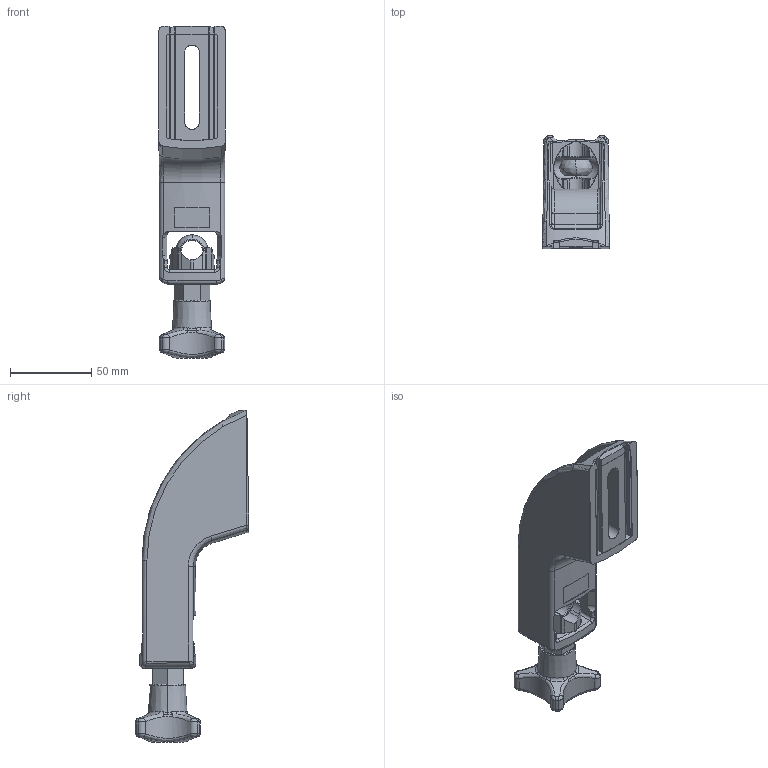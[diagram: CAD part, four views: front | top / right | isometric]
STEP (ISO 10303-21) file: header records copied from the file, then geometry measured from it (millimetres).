
FILE_DESCRIPTION((''),'2;1');
FILE_NAME('S0107S643533','2018-05-31T',('RCRU51'),('Rex Nord Marbet spa'),'PRO/ENGINEER BY PARAMETRIC TECHNOLOGY CORPORATION, 2013230','PRO/ENGINEER BY PARAMETRIC TECHNOLOGY CORPORATION, 2013230','');
FILE_SCHEMA(('CONFIG_CONTROL_DESIGN'));
Length unit declared in the file: millimetre
Products named in the file (1): S0107S643533
Bounding box: 41 x 70.2 x 204.5 mm (x, y, z)
Volume: 124522.5 mm3; surface area: 46364.6 mm2
Topology: 1 solids, 1 shells, 359 faces, 910 edges, 555 vertices
Faces by surface type: plane 113, bspline 96, cylinder 79, torus 30, cone 28, extrusion 7, sphere 6
Entity records: 16487 total; most frequent: CARTESIAN_POINT 8602, ORIENTED_EDGE 1820, DIRECTION 1405, EDGE_CURVE 910, VERTEX_POINT 555, AXIS2_PLACEMENT_3D 533, EDGE_LOOP 369, FACE_OUTER_BOUND 359
